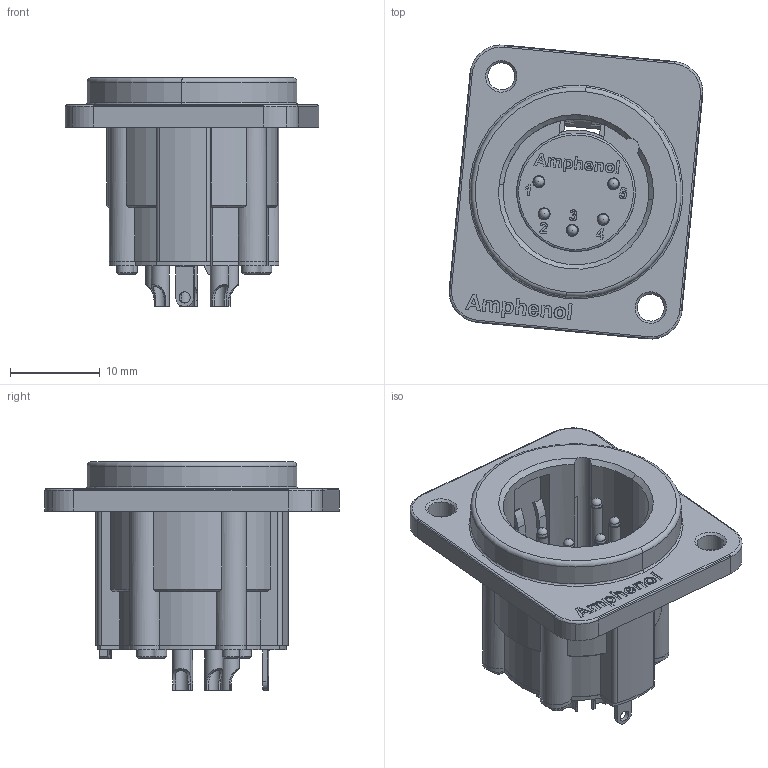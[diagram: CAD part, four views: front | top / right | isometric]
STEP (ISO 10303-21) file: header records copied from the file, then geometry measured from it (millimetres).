
FILE_DESCRIPTION(/* description */ (''),/* implementation_level */ '2;1');
FILE_NAME(/* name */ 'AX5MD-M3.stp',/* time_stamp */ '2020-03-24T12:36:46+11:00',/* author */ ('minh'),/* organization */ (''),/* preprocessor_version */ 'ST-DEVELOPER v16.1',/* originating_system */ 'Autodesk Inventor 2016',/* authorisation */ '');
FILE_SCHEMA (('AUTOMOTIVE_DESIGN { 1 0 10303 214 3 1 1 }'));
Length unit declared in the file: inch
Products named in the file (1): AX5MD-M3_Shrinkwrap_1
Bounding box: 28.2 x 32.7 x 25.45 mm (x, y, z)
Surface area: 5351.1 mm2 (no closed solid volume)
Topology: 0 solids, 60 shells, 300 faces, 1524 edges, 1250 vertices
Faces by surface type: plane 133, cylinder 112, cone 25, torus 11, bspline 10, sphere 9
Full cylindrical faces by diameter (mm): 1 x4, 1.25 x1, 1.27 x5, 1.45 x5, 1.9 x4, 2 x5, 2.16 x3, 3 x2
Entity records: 16855 total; most frequent: CARTESIAN_POINT 5675, ORIENTED_EDGE 2008, DIRECTION 1917, EDGE_CURVE 1438, VERTEX_POINT 1223, LINE 705, VECTOR 705, AXIS2_PLACEMENT_3D 606
